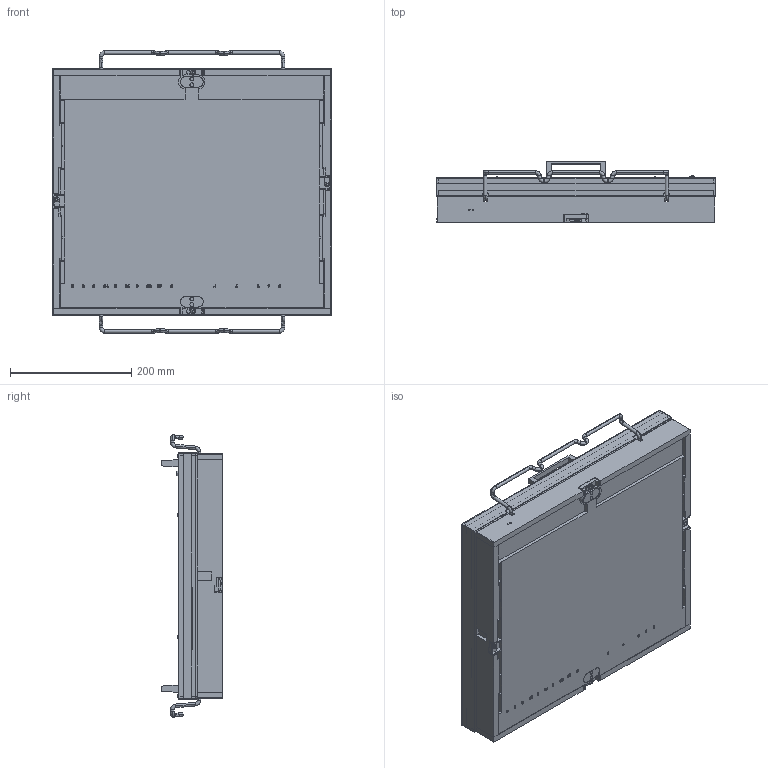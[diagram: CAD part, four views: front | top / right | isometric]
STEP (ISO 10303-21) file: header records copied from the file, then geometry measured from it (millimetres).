
FILE_DESCRIPTION (( 'STEP AP214' ), '1' );
FILE_NAME ('18131~1.STEP', '2019-07-11T10:10:10', ( '' ), ( '' ), 'SwSTEP 2.0', 'SolidWorks 2018', '' );
FILE_SCHEMA (( 'AUTOMOTIVE_DESIGN' ));
Length unit declared in the file: millimetre
Products named in the file (1): 18131~1
Bounding box: 460.2 x 100.01 x 464.8 mm (x, y, z)
Volume: 6940483.4 mm3; surface area: 1596492.5 mm2
Topology: 24 solids, 24 shells, 3539 faces, 9947 edges, 6567 vertices
Faces by surface type: plane 2719, cylinder 426, bspline 186, torus 128, cone 70, sphere 10
Entity records: 142443 total; most frequent: CARTESIAN_POINT 42336, ORIENTED_EDGE 19886, DIRECTION 17418, EDGE_CURVE 9943, LINE 8204, VECTOR 8204, VERTEX_POINT 6567, AXIS2_PLACEMENT_3D 4607
